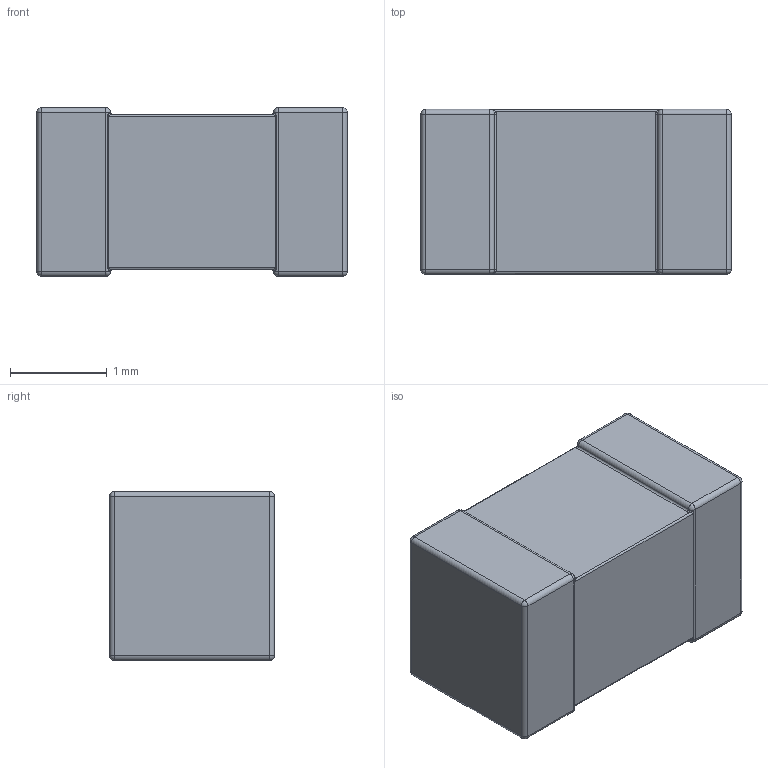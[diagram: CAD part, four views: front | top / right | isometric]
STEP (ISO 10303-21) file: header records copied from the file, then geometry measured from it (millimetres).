
FILE_DESCRIPTION (( 'STEP AP214' ), '1' );
FILE_NAME ('User Library-Vhip cap 1206.STEP', '2021-02-14T13:40:40', ( '' ), ( '' ), 'SwSTEP 2.0', 'SolidWorks 2020', '' );
FILE_SCHEMA (( 'AUTOMOTIVE_DESIGN' ));
Length unit declared in the file: millimetre
Products named in the file (1): User Library-Vhip cap 1206
Bounding box: 3.2 x 1.7 x 1.74 mm (x, y, z)
Volume: 9 mm3; surface area: 27.2 mm2
Topology: 1 solids, 1 shells, 82 faces, 184 edges, 88 vertices
Faces by surface type: cylinder 36, sphere 16, plane 14, bspline 8, torus 8
Entity records: 2886 total; most frequent: CARTESIAN_POINT 799, DIRECTION 390, ORIENTED_EDGE 336, EDGE_CURVE 168, AXIS2_PLACEMENT_3D 163, VERTEX_POINT 88, CIRCLE 88, FACE_OUTER_BOUND 82
